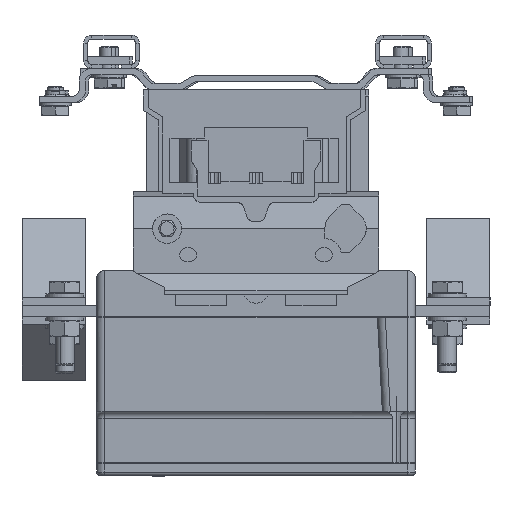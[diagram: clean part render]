
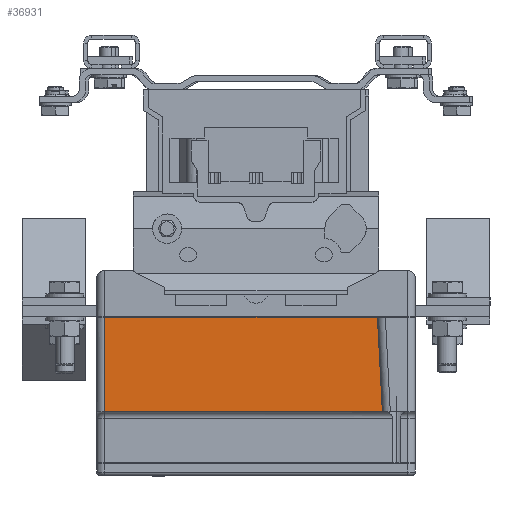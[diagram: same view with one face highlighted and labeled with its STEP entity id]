
A CAD part, front view. The second image highlights one B-rep face of the part: STEP entity #36931.
In plain terms, the highlighted face is planar.
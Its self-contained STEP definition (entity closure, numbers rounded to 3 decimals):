
#529 = CARTESIAN_POINT ( 'NONE',  ( -5.5, 5., -59.5 ) ) ;
#2431 = ORIENTED_EDGE ( 'NONE', *, *, #50578, .T. ) ;
#3044 = EDGE_CURVE ( 'NONE', #35939, #31619, #50943, .T. ) ;
#3206 = ORIENTED_EDGE ( 'NONE', *, *, #9276, .T. ) ;
#4066 = VECTOR ( 'NONE', #28825, 1000. ) ;
#6586 = VERTEX_POINT ( 'NONE', #529 ) ;
#6862 = PLANE ( 'NONE',  #46758 ) ;
#7137 = DIRECTION ( 'NONE',  ( 0., 1., 0. ) ) ;
#9276 = EDGE_CURVE ( 'NONE', #6586, #16236, #36780, .T. ) ;
#9576 = CARTESIAN_POINT ( 'NONE',  ( -5.5, 180.144, 0. ) ) ;
#11915 = DIRECTION ( 'NONE',  ( 0., 0., 1. ) ) ;
#12684 = DIRECTION ( 'NONE',  ( 0., -0.052, -0.999 ) ) ;
#12707 = LINE ( 'NONE', #42029, #33871 ) ;
#13800 = EDGE_CURVE ( 'NONE', #16236, #35939, #12707, .T. ) ;
#16236 = VERTEX_POINT ( 'NONE', #32280 ) ;
#16723 = ORIENTED_EDGE ( 'NONE', *, *, #3044, .T. ) ;
#18435 = VECTOR ( 'NONE', #11915, 1000. ) ;
#21349 = DIRECTION ( 'NONE',  ( 0., 1., 0. ) ) ;
#24079 = LINE ( 'NONE', #50045, #4066 ) ;
#24167 = DIRECTION ( 'NONE',  ( 1., 0., 0. ) ) ;
#25513 = CARTESIAN_POINT ( 'NONE',  ( -5.5, 177., -60. ) ) ;
#28082 = FACE_OUTER_BOUND ( 'NONE', #41904, .T. ) ;
#28825 = DIRECTION ( 'NONE',  ( 0., -1., 0. ) ) ;
#29600 = VECTOR ( 'NONE', #12684, 1000. ) ;
#31619 = VERTEX_POINT ( 'NONE', #42687 ) ;
#32280 = CARTESIAN_POINT ( 'NONE',  ( -5.5, 5., 0. ) ) ;
#32597 = CARTESIAN_POINT ( 'NONE',  ( -5.5, 5., -60. ) ) ;
#33871 = VECTOR ( 'NONE', #21349, 1000. ) ;
#35939 = VERTEX_POINT ( 'NONE', #9576 ) ;
#36780 = LINE ( 'NONE', #32597, #18435 ) ;
#36931 = ADVANCED_FACE ( 'NONE', ( #28082 ), #6862, .F. ) ;
#40030 = ORIENTED_EDGE ( 'NONE', *, *, #13800, .T. ) ;
#40916 = CARTESIAN_POINT ( 'NONE',  ( -5.5, 177., -60. ) ) ;
#41904 = EDGE_LOOP ( 'NONE', ( #16723, #2431, #3206, #40030 ) ) ;
#42029 = CARTESIAN_POINT ( 'NONE',  ( -5.5, 177., 0. ) ) ;
#42687 = CARTESIAN_POINT ( 'NONE',  ( -5.5, 177.026, -59.5 ) ) ;
#46758 = AXIS2_PLACEMENT_3D ( 'NONE', #40916, #24167, #7137 ) ;
#50045 = CARTESIAN_POINT ( 'NONE',  ( -5.5, 177., -59.5 ) ) ;
#50578 = EDGE_CURVE ( 'NONE', #31619, #6586, #24079, .T. ) ;
#50943 = LINE ( 'NONE', #25513, #29600 ) ;
